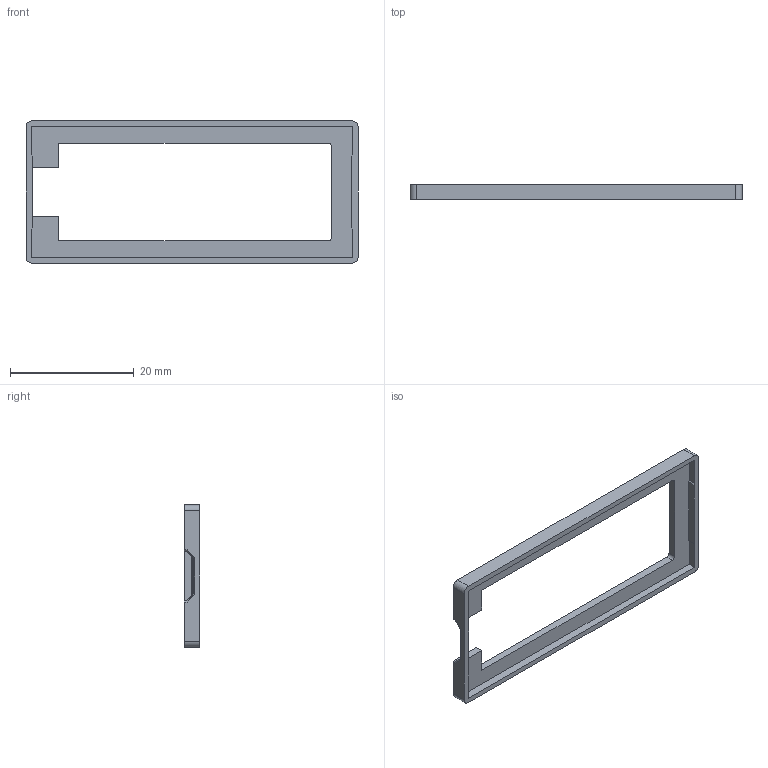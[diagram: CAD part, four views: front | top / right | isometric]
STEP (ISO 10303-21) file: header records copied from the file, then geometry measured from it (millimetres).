
FILE_DESCRIPTION(/* description */ (''),/* implementation_level */ '2;1');
FILE_NAME(/* name */ 'PicoBumper v7.step',/* time_stamp */ '2024-08-12T14:04:17+09:00',/* author */ (''),/* organization */ (''),/* preprocessor_version */ 'ST-DEVELOPER v20',/* originating_system */ 'Autodesk Translation Framework v13.14.0.145',/* authorisation */ '');
FILE_SCHEMA (('AUTOMOTIVE_DESIGN { 1 0 10303 214 3 1 1 }'));
Length unit declared in the file: millimetre
Products named in the file (3): PicoBumper; base; bumper
Assembly tree (2 placements, depth 2):
  PicoBumper
    base
    bumper
Bounding box: 53.6 x 2.51 x 23 mm (x, y, z)
Volume: 790 mm3; surface area: 2058.2 mm2
Topology: 2 solids, 2 shells, 50 faces, 137 edges, 90 vertices
Faces by surface type: plane 44, cylinder 6
Entity records: 1650 total; most frequent: CARTESIAN_POINT 282, ORIENTED_EDGE 274, DIRECTION 259, EDGE_CURVE 137, LINE 125, VECTOR 125, VERTEX_POINT 90, AXIS2_PLACEMENT_3D 67
